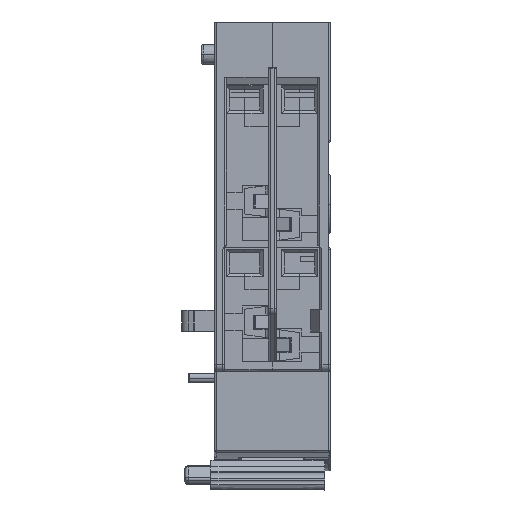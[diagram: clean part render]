
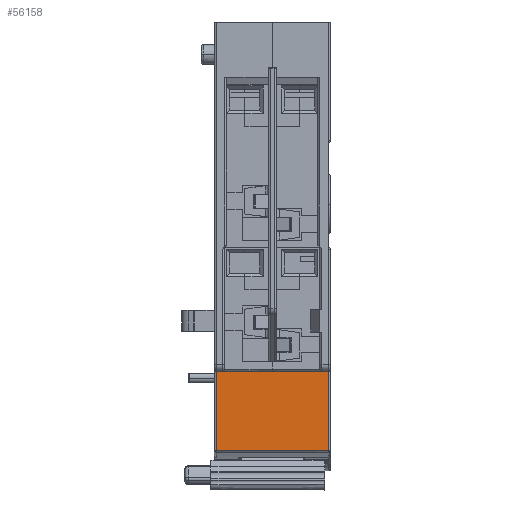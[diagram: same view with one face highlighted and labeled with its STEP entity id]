
A CAD part, left-side view. The second image highlights one B-rep face of the part: STEP entity #56158.
In plain terms, the highlighted planar face has unit normal (1, 0, 0).
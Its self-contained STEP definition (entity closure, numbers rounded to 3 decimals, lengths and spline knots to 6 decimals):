
#8766=DIRECTION('',(0.,1.,0.));
#8767=VECTOR('',#8766,0.0086);
#8768=CARTESIAN_POINT('',(-0.0225,0.0089,-0.004));
#8769=LINE('',#8768,#8767);
#8770=DIRECTION('',(0.,1.,0.));
#8771=VECTOR('',#8770,0.0086);
#8772=CARTESIAN_POINT('',(-0.0225,0.0003,-0.004));
#8773=LINE('',#8772,#8771);
#10468=DIRECTION('',(0.,0.,-1.));
#10469=VECTOR('',#10468,0.012116);
#10470=CARTESIAN_POINT('',(-0.0225,0.0003,-0.004));
#10471=LINE('',#10470,#10469);
#10497=DIRECTION('',(0.,1.,0.));
#10498=VECTOR('',#10497,0.0172);
#10499=CARTESIAN_POINT('',(-0.0225,0.0003,-0.016116));
#10500=LINE('',#10499,#10498);
#10528=DIRECTION('',(0.,0.,1.));
#10529=VECTOR('',#10528,0.012116);
#10530=CARTESIAN_POINT('',(-0.0225,0.0175,-0.016116));
#10531=LINE('',#10530,#10529);
#33512=CARTESIAN_POINT('',(-0.0225,0.0089,-0.004));
#33513=VERTEX_POINT('',#33512);
#35860=CARTESIAN_POINT('',(-0.0225,0.0175,-0.004));
#35861=VERTEX_POINT('',#35860);
#38797=CARTESIAN_POINT('',(-0.0225,0.0003,-0.016116));
#38798=VERTEX_POINT('',#38797);
#38799=CARTESIAN_POINT('',(-0.0225,0.0175,-0.016116));
#38800=VERTEX_POINT('',#38799);
#38801=CARTESIAN_POINT('',(-0.0225,0.0003,-0.004));
#38802=VERTEX_POINT('',#38801);
#56142=CARTESIAN_POINT('',(-0.0225,0.0089,-0.010058));
#56143=DIRECTION('',(1.,0.,0.));
#56144=DIRECTION('',(0.,0.,-1.));
#56145=AXIS2_PLACEMENT_3D('',#56142,#56143,#56144);
#56146=PLANE('',#56145);
#56148=ORIENTED_EDGE('',*,*,#56147,.T.);
#56150=ORIENTED_EDGE('',*,*,#56149,.F.);
#56152=ORIENTED_EDGE('',*,*,#56151,.F.);
#56154=ORIENTED_EDGE('',*,*,#56153,.F.);
#56155=ORIENTED_EDGE('',*,*,#56126,.T.);
#56156=EDGE_LOOP('',(#56148,#56150,#56152,#56154,#56155));
#56157=FACE_OUTER_BOUND('',#56156,.F.);
#56158=ADVANCED_FACE('',(#56157),#56146,.T.);
#56126=EDGE_CURVE('',#38802,#33513,#8773,.T.);
#56147=EDGE_CURVE('',#33513,#35861,#8769,.T.);
#56149=EDGE_CURVE('',#38800,#35861,#10531,.T.);
#56151=EDGE_CURVE('',#38798,#38800,#10500,.T.);
#56153=EDGE_CURVE('',#38802,#38798,#10471,.T.);
